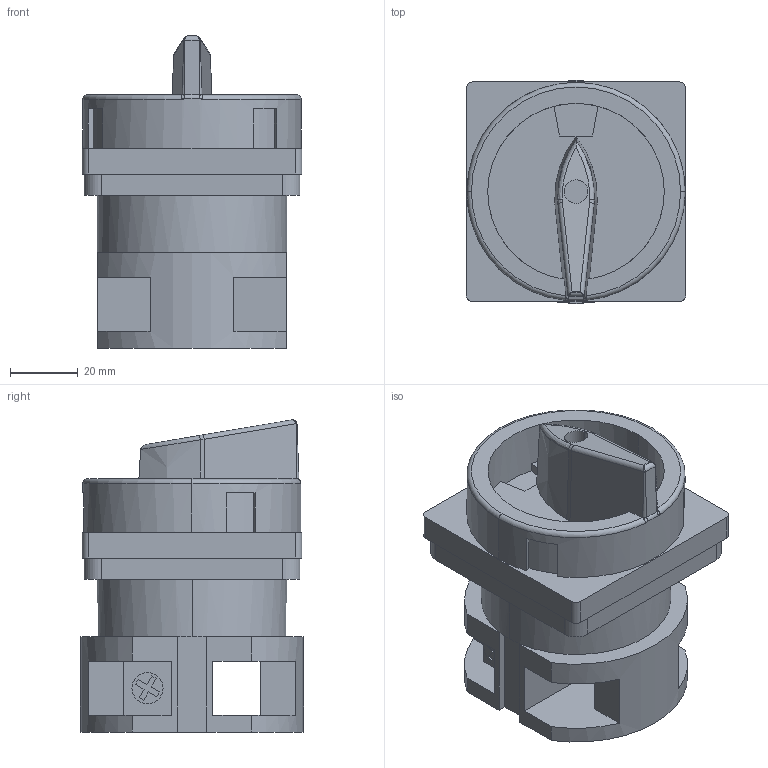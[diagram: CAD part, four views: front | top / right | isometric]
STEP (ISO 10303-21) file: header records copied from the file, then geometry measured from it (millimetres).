
FILE_DESCRIPTION (( 'STEP AP214' ), '1' );
FILE_NAME ('ÏÊÏ-63-1 - ñ äûðêîé (11).STEP', '2017-12-25T06:29:01', ( 'AutoBVT' ), ( 'Microsoft' ), 'SwSTEP 2.0', 'SolidWorks 2014', '' );
FILE_SCHEMA (( 'AUTOMOTIVE_DESIGN' ));
Length unit declared in the file: millimetre
Products named in the file (1): ÏÊÏ-63-1 - ñ äûðêîé (11)
Bounding box: 64.99 x 66 x 92.36 mm (x, y, z)
Volume: 197272.7 mm3; surface area: 35599.9 mm2
Topology: 1 solids, 1 shells, 169 faces, 448 edges, 289 vertices
Faces by surface type: plane 104, cylinder 43, bspline 13, cone 6, torus 3
Entity records: 5992 total; most frequent: CARTESIAN_POINT 1773, ORIENTED_EDGE 892, DIRECTION 847, EDGE_CURVE 446, VECTOR 293, LINE 293, VERTEX_POINT 289, AXIS2_PLACEMENT_3D 277
